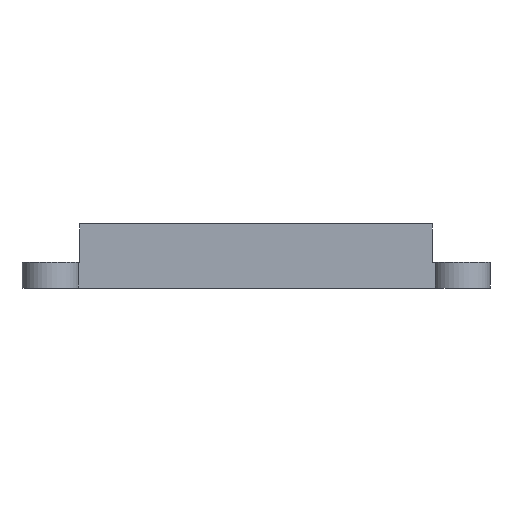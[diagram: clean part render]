
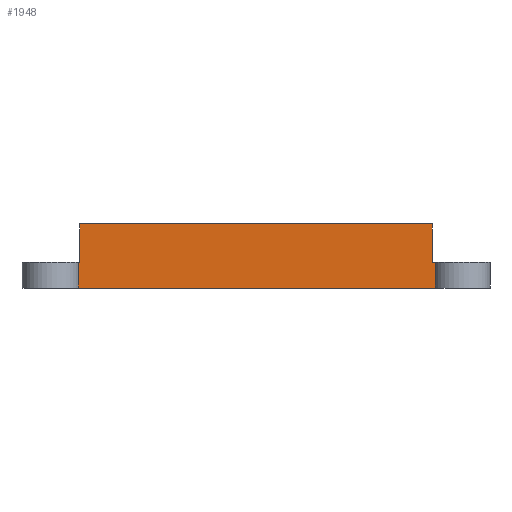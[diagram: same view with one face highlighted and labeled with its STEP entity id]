
A CAD part, front view. The second image highlights one B-rep face of the part: STEP entity #1948.
In plain terms, the highlighted planar face has unit normal (0, -1, 0).
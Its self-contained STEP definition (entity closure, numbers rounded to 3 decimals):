
#205=FACE_OUTER_BOUND('',#322,.T.);
#322=EDGE_LOOP('',(#1722,#1723,#1724,#1725,#1726,#1727,#1728,#1729));
#388=LINE('',#2800,#613);
#406=LINE('',#2836,#631);
#435=LINE('',#2911,#660);
#440=LINE('',#2922,#665);
#444=LINE('',#2928,#669);
#536=LINE('',#3167,#761);
#547=LINE('',#3199,#772);
#548=LINE('',#3201,#773);
#613=VECTOR('',#2254,10.);
#631=VECTOR('',#2272,10.);
#660=VECTOR('',#2327,10.);
#665=VECTOR('',#2336,10.);
#669=VECTOR('',#2342,10.);
#761=VECTOR('',#2598,10.);
#772=VECTOR('',#2627,10.);
#773=VECTOR('',#2630,10.);
#827=VERTEX_POINT('',#2797);
#828=VERTEX_POINT('',#2799);
#845=VERTEX_POINT('',#2833);
#846=VERTEX_POINT('',#2835);
#879=VERTEX_POINT('',#2909);
#883=VERTEX_POINT('',#2921);
#948=VERTEX_POINT('',#3164);
#949=VERTEX_POINT('',#3166);
#1024=EDGE_CURVE('',#827,#828,#388,.T.);
#1042=EDGE_CURVE('',#845,#846,#406,.T.);
#1080=EDGE_CURVE('',#879,#845,#435,.T.);
#1085=EDGE_CURVE('',#828,#883,#440,.T.);
#1089=EDGE_CURVE('',#879,#883,#444,.T.);
#1206=EDGE_CURVE('',#949,#948,#536,.T.);
#1223=EDGE_CURVE('',#949,#827,#547,.T.);
#1224=EDGE_CURVE('',#948,#846,#548,.T.);
#1722=ORIENTED_EDGE('',*,*,#1024,.F.);
#1723=ORIENTED_EDGE('',*,*,#1223,.F.);
#1724=ORIENTED_EDGE('',*,*,#1206,.T.);
#1725=ORIENTED_EDGE('',*,*,#1224,.T.);
#1726=ORIENTED_EDGE('',*,*,#1042,.F.);
#1727=ORIENTED_EDGE('',*,*,#1080,.F.);
#1728=ORIENTED_EDGE('',*,*,#1089,.T.);
#1729=ORIENTED_EDGE('',*,*,#1085,.F.);
#1849=PLANE('',#2118);
#1948=ADVANCED_FACE('',(#205),#1849,.T.);
#2118=AXIS2_PLACEMENT_3D('',#3200,#2628,#2629);
#2254=DIRECTION('',(1.,0.,0.));
#2272=DIRECTION('',(1.,0.,0.));
#2327=DIRECTION('',(0.,0.,-1.));
#2336=DIRECTION('',(0.,0.,1.));
#2342=DIRECTION('',(-1.,0.,0.));
#2598=DIRECTION('',(1.,0.,0.));
#2627=DIRECTION('',(0.,0.,1.));
#2628=DIRECTION('center_axis',(0.,-1.,0.));
#2629=DIRECTION('ref_axis',(1.,0.,0.));
#2630=DIRECTION('',(0.,0.,1.));
#2797=CARTESIAN_POINT('',(-27.742,-37.75,4.));
#2799=CARTESIAN_POINT('',(-27.5,-37.75,4.));
#2800=CARTESIAN_POINT('',(-13.868,-37.75,4.));
#2833=CARTESIAN_POINT('',(27.5,-37.75,4.));
#2835=CARTESIAN_POINT('',(27.983,-37.75,4.));
#2836=CARTESIAN_POINT('',(-13.868,-37.75,4.));
#2909=CARTESIAN_POINT('',(27.5,-37.75,10.));
#2911=CARTESIAN_POINT('',(27.5,-37.75,4.));
#2921=CARTESIAN_POINT('',(-27.5,-37.75,10.));
#2922=CARTESIAN_POINT('',(-27.5,-37.75,4.));
#2928=CARTESIAN_POINT('',(-25.5,-37.75,10.));
#3164=CARTESIAN_POINT('',(27.983,-37.75,0.));
#3166=CARTESIAN_POINT('',(-27.742,-37.75,0.));
#3167=CARTESIAN_POINT('',(-27.742,-37.75,0.));
#3199=CARTESIAN_POINT('',(-27.742,-37.75,0.));
#3200=CARTESIAN_POINT('Origin',(-27.742,-37.75,0.));
#3201=CARTESIAN_POINT('',(27.983,-37.75,0.));
